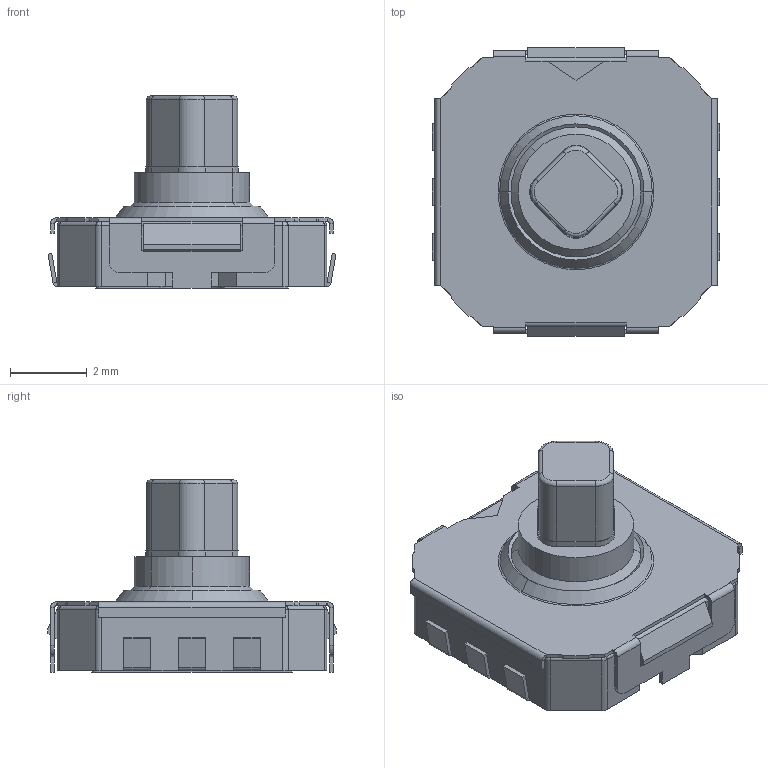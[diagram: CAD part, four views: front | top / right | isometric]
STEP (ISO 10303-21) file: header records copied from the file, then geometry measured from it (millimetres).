
FILE_DESCRIPTION(('FreeCAD Model'),'2;1');
FILE_NAME('SKRHAA.step', '2018-03-08T06:45:00',('kicad StepUp'),('ksu MCAD'), 'Open CASCADE STEP processor 6.8','FreeCAD','Unknown');
FILE_SCHEMA(('AUTOMOTIVE_DESIGN_CC2 { 1 2 10303 214 -1 1 5 4 }'));
Length unit declared in the file: millimetre
Products named in the file (2): ASSEMBLY; SKRHAA
Assembly tree (1 placements, depth 2):
  ASSEMBLY
    SKRHAA
Bounding box: 7.48 x 7.5 x 5 mm (x, y, z)
Volume: 102.1 mm3; surface area: 208.2 mm2
Topology: 1 solids, 1 shells, 287 faces, 741 edges, 452 vertices
Faces by surface type: plane 188, cylinder 76, bspline 16, cone 7
Entity records: 8860 total; most frequent: CARTESIAN_POINT 1832, ORIENTED_EDGE 1482, DIRECTION 1445, EDGE_CURVE 741, LINE 555, VECTOR 555, VERTEX_POINT 452, AXIS2_PLACEMENT_3D 445
